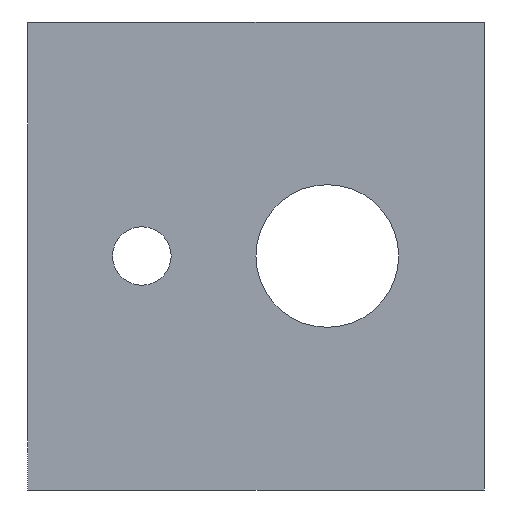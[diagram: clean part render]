
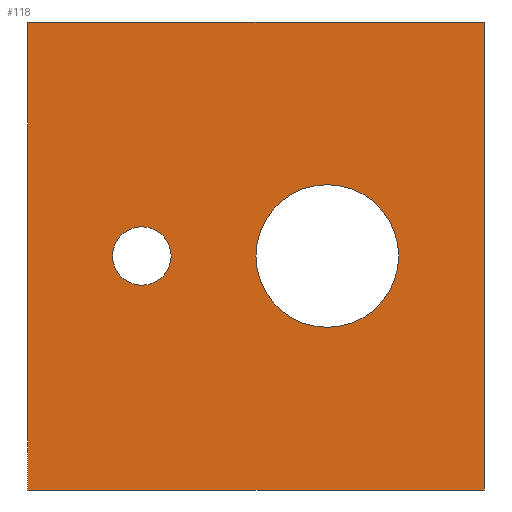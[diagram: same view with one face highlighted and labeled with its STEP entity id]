
A CAD part, front view. The second image highlights one B-rep face of the part: STEP entity #118.
In plain terms, the highlighted planar face has unit normal (0, -1, 0).
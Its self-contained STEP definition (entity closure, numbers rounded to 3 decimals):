
#92 = DIRECTION ( 'NONE',  ( -1., 0., 0. ) ) ;
#93 = CARTESIAN_POINT ( 'NONE',  ( 0., 0., 0. ) ) ;
#101 = PLANE ( 'NONE',  #1132 ) ;
#118 = ADVANCED_FACE ( 'NONE', ( #437, #694, #701 ), #101, .F. ) ;
#119 = EDGE_CURVE ( 'NONE', #880, #228, #413, .T. ) ;
#123 = EDGE_LOOP ( 'NONE', ( #872, #714 ) ) ;
#184 = EDGE_LOOP ( 'NONE', ( #810, #841, #847, #853 ) ) ;
#191 = DIRECTION ( 'NONE',  ( 0., 0., 1. ) ) ;
#192 = EDGE_CURVE ( 'NONE', #696, #477, #965, .T. ) ;
#211 = CARTESIAN_POINT ( 'NONE',  ( -6.5, 0., 0. ) ) ;
#214 = DIRECTION ( 'NONE',  ( 0., 1., 0. ) ) ;
#218 = DIRECTION ( 'NONE',  ( 0., 0., 1. ) ) ;
#225 = CARTESIAN_POINT ( 'NONE',  ( -10.5, 0., -8.2 ) ) ;
#228 = VERTEX_POINT ( 'NONE', #1162 ) ;
#230 = CARTESIAN_POINT ( 'NONE',  ( -10.5, 0., -8.2 ) ) ;
#252 = CARTESIAN_POINT ( 'NONE',  ( 5.5, 0., -8.2 ) ) ;
#295 = EDGE_CURVE ( 'NONE', #228, #880, #862, .T. ) ;
#298 = EDGE_CURVE ( 'NONE', #638, #833, #693, .T. ) ;
#304 = CARTESIAN_POINT ( 'NONE',  ( -6.5, 0., -1.025 ) ) ;
#306 = EDGE_CURVE ( 'NONE', #409, #638, #707, .T. ) ;
#309 = EDGE_CURVE ( 'NONE', #583, #409, #816, .T. ) ;
#314 = EDGE_CURVE ( 'NONE', #833, #583, #823, .T. ) ;
#316 = EDGE_CURVE ( 'NONE', #477, #696, #854, .T. ) ;
#318 = CARTESIAN_POINT ( 'NONE',  ( -10.5, 0., -8.2 ) ) ;
#399 = CARTESIAN_POINT ( 'NONE',  ( -6.5, 0., 0. ) ) ;
#409 = VERTEX_POINT ( 'NONE', #252 ) ;
#413 = CIRCLE ( 'NONE', #1140, 1.025 ) ;
#437 = FACE_BOUND ( 'NONE', #513, .T. ) ;
#463 = DIRECTION ( 'NONE',  ( 0., 0., 1. ) ) ;
#477 = VERTEX_POINT ( 'NONE', #1218 ) ;
#509 = CARTESIAN_POINT ( 'NONE',  ( 5.5, 0., 8.2 ) ) ;
#513 = EDGE_LOOP ( 'NONE', ( #794, #801 ) ) ;
#583 = VERTEX_POINT ( 'NONE', #509 ) ;
#606 = CARTESIAN_POINT ( 'NONE',  ( 0., 0., 0. ) ) ;
#608 = DIRECTION ( 'NONE',  ( 0., 0., 1. ) ) ;
#638 = VERTEX_POINT ( 'NONE', #225 ) ;
#684 = CARTESIAN_POINT ( 'NONE',  ( -10.5, 0., 8.2 ) ) ;
#693 = LINE ( 'NONE', #230, #849 ) ;
#694 = FACE_OUTER_BOUND ( 'NONE', #184, .T. ) ;
#696 = VERTEX_POINT ( 'NONE', #1092 ) ;
#701 = FACE_BOUND ( 'NONE', #123, .T. ) ;
#707 = LINE ( 'NONE', #318, #835 ) ;
#714 = ORIENTED_EDGE ( 'NONE', *, *, #316, .T. ) ;
#770 = CARTESIAN_POINT ( 'NONE',  ( -10.5, 0., 8.2 ) ) ;
#794 = ORIENTED_EDGE ( 'NONE', *, *, #295, .T. ) ;
#801 = ORIENTED_EDGE ( 'NONE', *, *, #119, .T. ) ;
#810 = ORIENTED_EDGE ( 'NONE', *, *, #298, .F. ) ;
#811 = VECTOR ( 'NONE', #1120, 1000. ) ;
#816 = LINE ( 'NONE', #1012, #811 ) ;
#823 = LINE ( 'NONE', #684, #842 ) ;
#833 = VERTEX_POINT ( 'NONE', #770 ) ;
#835 = VECTOR ( 'NONE', #92, 1000. ) ;
#841 = ORIENTED_EDGE ( 'NONE', *, *, #306, .F. ) ;
#842 = VECTOR ( 'NONE', #1033, 1000. ) ;
#847 = ORIENTED_EDGE ( 'NONE', *, *, #309, .F. ) ;
#849 = VECTOR ( 'NONE', #608, 1000. ) ;
#853 = ORIENTED_EDGE ( 'NONE', *, *, #314, .F. ) ;
#854 = CIRCLE ( 'NONE', #1052, 2.5 ) ;
#862 = CIRCLE ( 'NONE', #1071, 1.025 ) ;
#865 = DIRECTION ( 'NONE',  ( 0., 1., 0. ) ) ;
#872 = ORIENTED_EDGE ( 'NONE', *, *, #192, .T. ) ;
#880 = VERTEX_POINT ( 'NONE', #304 ) ;
#965 = CIRCLE ( 'NONE', #1105, 2.5 ) ;
#1012 = CARTESIAN_POINT ( 'NONE',  ( 5.5, 0., -8.2 ) ) ;
#1033 = DIRECTION ( 'NONE',  ( 1., 0., 0. ) ) ;
#1052 = AXIS2_PLACEMENT_3D ( 'NONE', #93, #865, #1088 ) ;
#1058 = DIRECTION ( 'NONE',  ( 0., 0., 1. ) ) ;
#1071 = AXIS2_PLACEMENT_3D ( 'NONE', #399, #1288, #191 ) ;
#1088 = DIRECTION ( 'NONE',  ( 0., 0., 1. ) ) ;
#1092 = CARTESIAN_POINT ( 'NONE',  ( 0., 0., -2.5 ) ) ;
#1093 = DIRECTION ( 'NONE',  ( 0., 1., 0. ) ) ;
#1105 = AXIS2_PLACEMENT_3D ( 'NONE', #606, #1093, #463 ) ;
#1120 = DIRECTION ( 'NONE',  ( 0., 0., -1. ) ) ;
#1132 = AXIS2_PLACEMENT_3D ( 'NONE', #1191, #1149, #1058 ) ;
#1140 = AXIS2_PLACEMENT_3D ( 'NONE', #211, #214, #218 ) ;
#1149 = DIRECTION ( 'NONE',  ( 0., 1., 0. ) ) ;
#1162 = CARTESIAN_POINT ( 'NONE',  ( -6.5, 0., 1.025 ) ) ;
#1191 = CARTESIAN_POINT ( 'NONE',  ( 0., 0., 0. ) ) ;
#1218 = CARTESIAN_POINT ( 'NONE',  ( 0., 0., 2.5 ) ) ;
#1288 = DIRECTION ( 'NONE',  ( 0., 1., 0. ) ) ;
